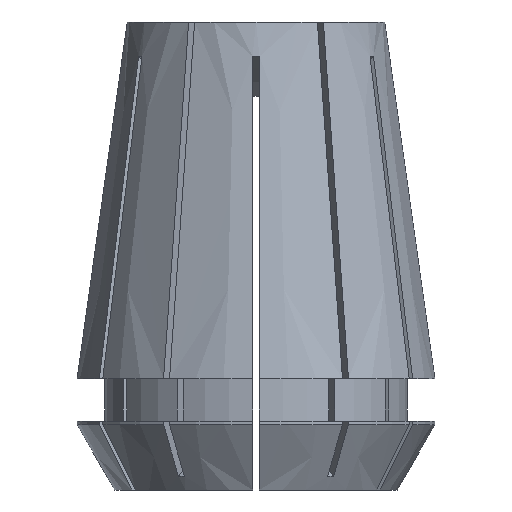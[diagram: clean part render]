
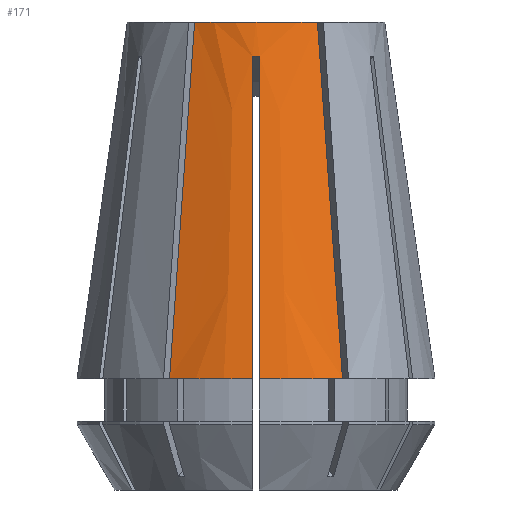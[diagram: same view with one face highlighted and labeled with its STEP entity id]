
A CAD part, front view. The second image highlights one B-rep face of the part: STEP entity #171.
In plain terms, the highlighted conical face has half-angle 8 degrees and reference radius 13 mm.
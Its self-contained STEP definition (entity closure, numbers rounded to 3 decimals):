
#58 = DIRECTION ( 'NONE',  ( 0., 0., -1. ) ) ;
#88 = ORIENTED_EDGE ( 'NONE', *, *, #2631, .F. ) ;
#101 = DIRECTION ( 'NONE',  ( 0., 0., 1. ) ) ;
#106 = VERTEX_POINT ( 'NONE', #1089 ) ;
#171 = ADVANCED_FACE ( 'NONE', ( #3816 ), #1931, .T. ) ;
#172 = VERTEX_POINT ( 'NONE', #2252 ) ;
#227 = EDGE_CURVE ( 'NONE', #106, #172, #3152, .T. ) ;
#328 = CARTESIAN_POINT ( 'NONE',  ( 4.462, -8.228, 0. ) ) ;
#383 = CARTESIAN_POINT ( 'NONE',  ( -0.25, -9.709, -2.502 ) ) ;
#405 = DIRECTION ( 'NONE',  ( -1., 0., 0. ) ) ;
#452 = CARTESIAN_POINT ( 'NONE',  ( 0.25, -9.709, -2.502 ) ) ;
#472 = CARTESIAN_POINT ( 'NONE',  ( 6.282, -11.382, -25.9 ) ) ;
#504 = CARTESIAN_POINT ( 'NONE',  ( 5.225, -9.549, -10.849 ) ) ;
#584 = CARTESIAN_POINT ( 'NONE',  ( -5.831, -10.6, -19.482 ) ) ;
#603 = VERTEX_POINT ( 'NONE', #452 ) ;
#621 = CARTESIAN_POINT ( 'NONE',  ( 6.282, -11.382, -25.9 ) ) ;
#622 = EDGE_CURVE ( 'NONE', #4491, #2501, #2911, .T. ) ;
#763 = CARTESIAN_POINT ( 'NONE',  ( 0., 0., -25.9 ) ) ;
#842 = CARTESIAN_POINT ( 'NONE',  ( 4.843, -8.889, -5.424 ) ) ;
#878 = CARTESIAN_POINT ( 'NONE',  ( -4.462, -8.228, 0. ) ) ;
#977 = AXIS2_PLACEMENT_3D ( 'NONE', #2033, #3899, #4637 ) ;
#1089 = CARTESIAN_POINT ( 'NONE',  ( -6.282, -11.382, -25.9 ) ) ;
#1210 = CARTESIAN_POINT ( 'NONE',  ( 4.462, -8.228, 0. ) ) ;
#1261 = EDGE_CURVE ( 'NONE', #3592, #603, #2706, .T. ) ;
#1280 = CARTESIAN_POINT ( 'NONE',  ( -4.843, -8.889, -5.424 ) ) ;
#1329 = EDGE_CURVE ( 'NONE', #172, #3592, #1575, .T. ) ;
#1349 = B_SPLINE_CURVE_WITH_KNOTS ( 'NONE', 3,
 ( #878, #1280, #2732, #1639, #584, #2764, #3525 ),
 .UNSPECIFIED., .F., .F.,
 ( 4, 3, 4 ),
 ( 0., 0.016, 0.026 ),
 .UNSPECIFIED. ) ;
#1420 = CARTESIAN_POINT ( 'NONE',  ( -0.083, -9.713, -2.499 ) ) ;
#1424 = CARTESIAN_POINT ( 'NONE',  ( 0.25, -11.902, -18.101 ) ) ;
#1456 = ORIENTED_EDGE ( 'NONE', *, *, #3157, .T. ) ;
#1575 = B_SPLINE_CURVE_WITH_KNOTS ( 'NONE', 3,
 ( #2475, #1799, #4690, #1783 ),
 .UNSPECIFIED., .F., .F.,
 ( 4, 4 ),
 ( 0.018, 0.042 ),
 .UNSPECIFIED. ) ;
#1620 = EDGE_LOOP ( 'NONE', ( #88, #2273, #2611, #4362, #3298, #3139, #3669, #1456 ) ) ;
#1639 = CARTESIAN_POINT ( 'NONE',  ( -5.606, -10.21, -16.273 ) ) ;
#1783 = CARTESIAN_POINT ( 'NONE',  ( -0.25, -9.709, -2.502 ) ) ;
#1799 = CARTESIAN_POINT ( 'NONE',  ( -0.25, -11.902, -18.101 ) ) ;
#1895 = CARTESIAN_POINT ( 'NONE',  ( 0.25, -12.998, -25.9 ) ) ;
#1907 = CIRCLE ( 'NONE', #2329, 13. ) ;
#1931 = CONICAL_SURFACE ( 'NONE', #2459, 13., 0.14 ) ;
#1934 = CARTESIAN_POINT ( 'NONE',  ( 0., 0., 0. ) ) ;
#2033 = CARTESIAN_POINT ( 'NONE',  ( 0., 0., -25.9 ) ) ;
#2163 = CARTESIAN_POINT ( 'NONE',  ( 0.25, -9.709, -2.502 ) ) ;
#2252 = CARTESIAN_POINT ( 'NONE',  ( -0.25, -12.998, -25.9 ) ) ;
#2273 = ORIENTED_EDGE ( 'NONE', *, *, #622, .F. ) ;
#2329 = AXIS2_PLACEMENT_3D ( 'NONE', #4571, #101, #3808 ) ;
#2459 = AXIS2_PLACEMENT_3D ( 'NONE', #763, #58, #405 ) ;
#2475 = CARTESIAN_POINT ( 'NONE',  ( -0.25, -12.998, -25.9 ) ) ;
#2501 = VERTEX_POINT ( 'NONE', #328 ) ;
#2611 = ORIENTED_EDGE ( 'NONE', *, *, #3461, .T. ) ;
#2631 = EDGE_CURVE ( 'NONE', #2501, #4782, #3903, .T. ) ;
#2706 = B_SPLINE_CURVE_WITH_KNOTS ( 'NONE', 3,
 ( #4339, #1420, #4733, #4009 ),
 .UNSPECIFIED., .F., .F.,
 ( 4, 4 ),
 ( 0., 0.001 ),
 .UNSPECIFIED. ) ;
#2720 = CARTESIAN_POINT ( 'NONE',  ( 5.606, -10.21, -16.273 ) ) ;
#2732 = CARTESIAN_POINT ( 'NONE',  ( -5.225, -9.549, -10.849 ) ) ;
#2764 = CARTESIAN_POINT ( 'NONE',  ( -6.057, -10.991, -22.691 ) ) ;
#2911 = CIRCLE ( 'NONE', #3829, 9.36 ) ;
#3102 = DIRECTION ( 'NONE',  ( 0., 0., 1. ) ) ;
#3139 = ORIENTED_EDGE ( 'NONE', *, *, #1261, .T. ) ;
#3152 = CIRCLE ( 'NONE', #977, 13. ) ;
#3157 = EDGE_CURVE ( 'NONE', #4645, #4782, #1907, .T. ) ;
#3267 = CARTESIAN_POINT ( 'NONE',  ( 0.25, -12.998, -25.9 ) ) ;
#3298 = ORIENTED_EDGE ( 'NONE', *, *, #1329, .T. ) ;
#3461 = EDGE_CURVE ( 'NONE', #4491, #106, #1349, .T. ) ;
#3525 = CARTESIAN_POINT ( 'NONE',  ( -6.282, -11.382, -25.9 ) ) ;
#3592 = VERTEX_POINT ( 'NONE', #383 ) ;
#3669 = ORIENTED_EDGE ( 'NONE', *, *, #4544, .F. ) ;
#3808 = DIRECTION ( 'NONE',  ( 1., 0., 0. ) ) ;
#3816 = FACE_OUTER_BOUND ( 'NONE', #1620, .T. ) ;
#3829 = AXIS2_PLACEMENT_3D ( 'NONE', #1934, #3102, #4244 ) ;
#3899 = DIRECTION ( 'NONE',  ( 0., 0., 1. ) ) ;
#3903 = B_SPLINE_CURVE_WITH_KNOTS ( 'NONE', 3,
 ( #1210, #842, #504, #2720, #4179, #4206, #472 ),
 .UNSPECIFIED., .F., .F.,
 ( 4, 3, 4 ),
 ( 0., 0.016, 0.026 ),
 .UNSPECIFIED. ) ;
#4009 = CARTESIAN_POINT ( 'NONE',  ( 0.25, -9.709, -2.502 ) ) ;
#4156 = B_SPLINE_CURVE_WITH_KNOTS ( 'NONE', 3,
 ( #3267, #1424, #4409, #2163 ),
 .UNSPECIFIED., .F., .F.,
 ( 4, 4 ),
 ( 0.018, 0.042 ),
 .UNSPECIFIED. ) ;
#4179 = CARTESIAN_POINT ( 'NONE',  ( 5.831, -10.6, -19.482 ) ) ;
#4206 = CARTESIAN_POINT ( 'NONE',  ( 6.057, -10.991, -22.691 ) ) ;
#4244 = DIRECTION ( 'NONE',  ( 1., 0., 0. ) ) ;
#4339 = CARTESIAN_POINT ( 'NONE',  ( -0.25, -9.709, -2.502 ) ) ;
#4362 = ORIENTED_EDGE ( 'NONE', *, *, #227, .T. ) ;
#4409 = CARTESIAN_POINT ( 'NONE',  ( 0.25, -10.805, -10.301 ) ) ;
#4491 = VERTEX_POINT ( 'NONE', #4692 ) ;
#4544 = EDGE_CURVE ( 'NONE', #4645, #603, #4156, .T. ) ;
#4571 = CARTESIAN_POINT ( 'NONE',  ( 0., 0., -25.9 ) ) ;
#4637 = DIRECTION ( 'NONE',  ( 1., 0., 0. ) ) ;
#4645 = VERTEX_POINT ( 'NONE', #1895 ) ;
#4690 = CARTESIAN_POINT ( 'NONE',  ( -0.25, -10.805, -10.301 ) ) ;
#4692 = CARTESIAN_POINT ( 'NONE',  ( -4.462, -8.228, 0. ) ) ;
#4733 = CARTESIAN_POINT ( 'NONE',  ( 0.083, -9.713, -2.499 ) ) ;
#4782 = VERTEX_POINT ( 'NONE', #621 ) ;
